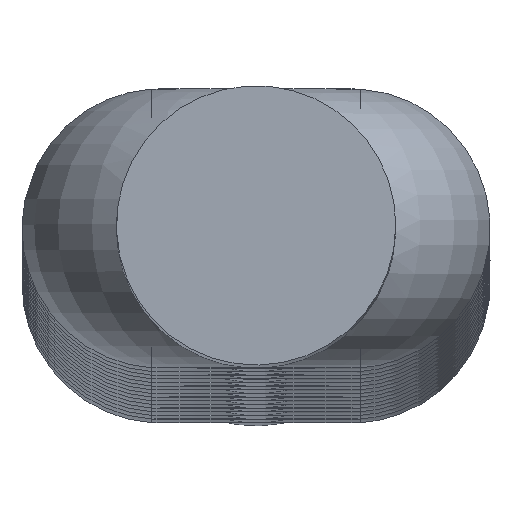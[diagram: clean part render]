
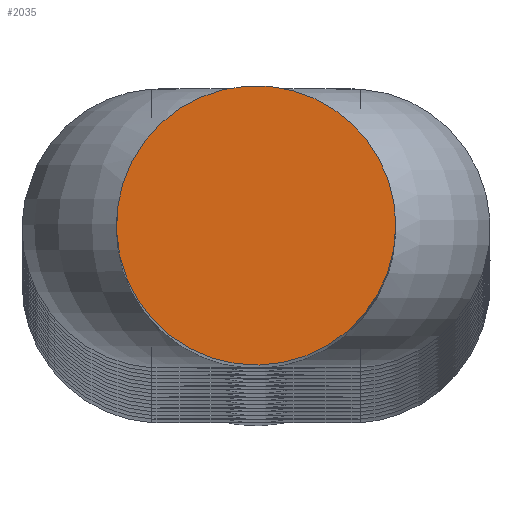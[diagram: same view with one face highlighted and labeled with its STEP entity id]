
A CAD part, top view. The second image highlights one B-rep face of the part: STEP entity #2035.
In plain terms, the highlighted planar face has unit normal (0, 0, 1).
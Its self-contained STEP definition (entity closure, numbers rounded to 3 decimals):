
#570 = AXIS2_PLACEMENT_3D ( 'NONE', #8676, #10899, #1625 ) ;
#714 = AXIS2_PLACEMENT_3D ( 'NONE', #6282, #14553, #13461 ) ;
#1625 = DIRECTION ( 'NONE',  ( 1., 0., 0. ) ) ;
#1738 = FACE_OUTER_BOUND ( 'NONE', #11806, .T. ) ;
#2035 = ADVANCED_FACE ( 'NONE', ( #1738 ), #11009, .T. ) ;
#3347 = ORIENTED_EDGE ( 'NONE', *, *, #13282, .T. ) ;
#4882 = VERTEX_POINT ( 'NONE', #9884 ) ;
#6282 = CARTESIAN_POINT ( 'NONE',  ( 0., 0., 1000. ) ) ;
#7497 = CIRCLE ( 'NONE', #714, 8. ) ;
#8676 = CARTESIAN_POINT ( 'NONE',  ( 0., 0., 1000. ) ) ;
#9884 = CARTESIAN_POINT ( 'NONE',  ( 8., 0., 1000. ) ) ;
#10899 = DIRECTION ( 'NONE',  ( 0., 0., 1. ) ) ;
#11009 = PLANE ( 'NONE',  #570 ) ;
#11806 = EDGE_LOOP ( 'NONE', ( #3347 ) ) ;
#13282 = EDGE_CURVE ( 'NONE', #4882, #4882, #7497, .T. ) ;
#13461 = DIRECTION ( 'NONE',  ( 1., 0., 0. ) ) ;
#14553 = DIRECTION ( 'NONE',  ( 0., 0., 1. ) ) ;
